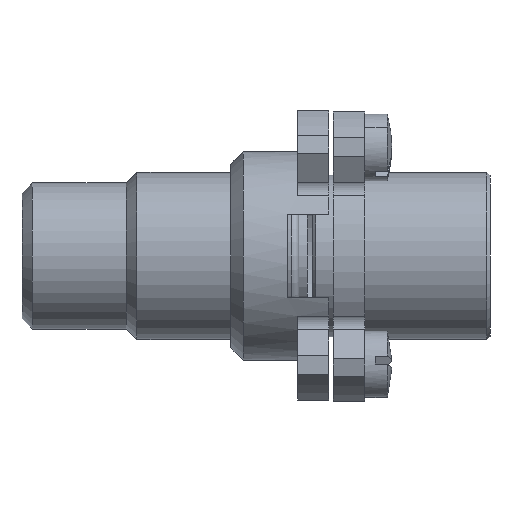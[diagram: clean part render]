
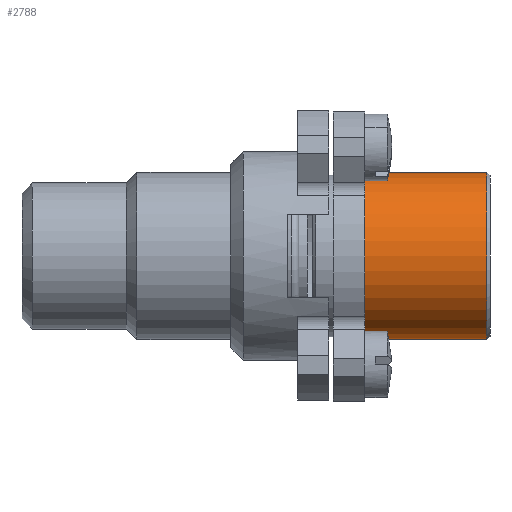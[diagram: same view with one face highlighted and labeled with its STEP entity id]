
A CAD part, front view. The second image highlights one B-rep face of the part: STEP entity #2788.
In plain terms, the highlighted cylindrical face has radius 4 mm (diameter 8 mm), a partial arc.
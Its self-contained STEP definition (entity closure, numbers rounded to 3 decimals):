
#266 = VERTEX_POINT ( 'NONE', #2390 ) ;
#562 = DIRECTION ( 'NONE',  ( -1., 0., 0. ) ) ;
#610 = DIRECTION ( 'NONE',  ( 0., 0., 1. ) ) ;
#685 = ORIENTED_EDGE ( 'NONE', *, *, #5034, .T. ) ;
#846 = FACE_OUTER_BOUND ( 'NONE', #1711, .T. ) ;
#931 = CIRCLE ( 'NONE', #1424, 4. ) ;
#946 = CARTESIAN_POINT ( 'NONE',  ( 21.706, 0., 0. ) ) ;
#1098 = CYLINDRICAL_SURFACE ( 'NONE', #3020, 4. ) ;
#1297 = VECTOR ( 'NONE', #4625, 1000. ) ;
#1424 = AXIS2_PLACEMENT_3D ( 'NONE', #946, #562, #2156 ) ;
#1455 = CARTESIAN_POINT ( 'NONE',  ( 15.856, 0., 4. ) ) ;
#1494 = CARTESIAN_POINT ( 'NONE',  ( 21.706, 0., 4. ) ) ;
#1684 = VECTOR ( 'NONE', #3506, 1000. ) ;
#1703 = VERTEX_POINT ( 'NONE', #1494 ) ;
#1708 = AXIS2_PLACEMENT_3D ( 'NONE', #2695, #1881, #610 ) ;
#1711 = EDGE_LOOP ( 'NONE', ( #3344, #685, #1797, #4273 ) ) ;
#1797 = ORIENTED_EDGE ( 'NONE', *, *, #5270, .T. ) ;
#1801 = LINE ( 'NONE', #5031, #1297 ) ;
#1807 = CIRCLE ( 'NONE', #1708, 4. ) ;
#1881 = DIRECTION ( 'NONE',  ( 1., 0., 0. ) ) ;
#2156 = DIRECTION ( 'NONE',  ( 0., 0., 1. ) ) ;
#2178 = CARTESIAN_POINT ( 'NONE',  ( 7.161, 0., 0. ) ) ;
#2390 = CARTESIAN_POINT ( 'NONE',  ( 21.706, 0., -4. ) ) ;
#2415 = EDGE_CURVE ( 'NONE', #266, #4527, #1801, .T. ) ;
#2695 = CARTESIAN_POINT ( 'NONE',  ( 15.856, 0., 0. ) ) ;
#2771 = CARTESIAN_POINT ( 'NONE',  ( 7.161, 0., 4. ) ) ;
#2788 = ADVANCED_FACE ( 'NONE', ( #846 ), #1098, .T. ) ;
#3018 = VERTEX_POINT ( 'NONE', #1455 ) ;
#3020 = AXIS2_PLACEMENT_3D ( 'NONE', #2178, #5065, #3377 ) ;
#3344 = ORIENTED_EDGE ( 'NONE', *, *, #2415, .F. ) ;
#3377 = DIRECTION ( 'NONE',  ( 0., 0., 1. ) ) ;
#3506 = DIRECTION ( 'NONE',  ( -1., 0., 0. ) ) ;
#3635 = LINE ( 'NONE', #2771, #1684 ) ;
#4229 = CARTESIAN_POINT ( 'NONE',  ( 15.856, 0., -4. ) ) ;
#4273 = ORIENTED_EDGE ( 'NONE', *, *, #5128, .T. ) ;
#4527 = VERTEX_POINT ( 'NONE', #4229 ) ;
#4625 = DIRECTION ( 'NONE',  ( -1., 0., 0. ) ) ;
#5031 = CARTESIAN_POINT ( 'NONE',  ( 7.161, 0., -4. ) ) ;
#5034 = EDGE_CURVE ( 'NONE', #266, #1703, #931, .T. ) ;
#5065 = DIRECTION ( 'NONE',  ( -1., 0., 0. ) ) ;
#5128 = EDGE_CURVE ( 'NONE', #3018, #4527, #1807, .T. ) ;
#5270 = EDGE_CURVE ( 'NONE', #1703, #3018, #3635, .T. ) ;
